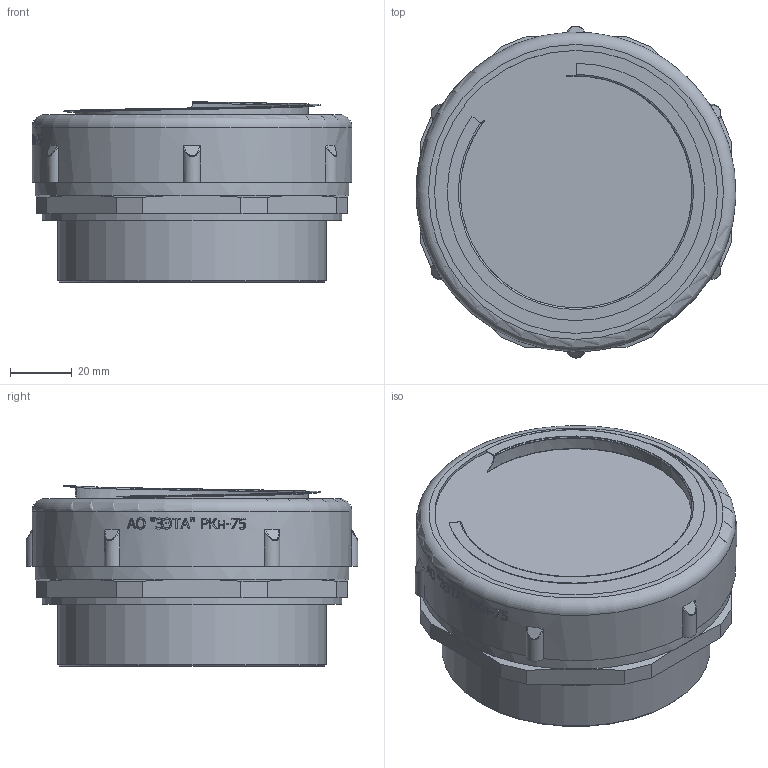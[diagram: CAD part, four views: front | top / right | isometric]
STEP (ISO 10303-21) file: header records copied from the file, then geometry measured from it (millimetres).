
FILE_DESCRIPTION(/* description */ (''),/* implementation_level */ '2;1');
FILE_NAME(/* name */ 'РКН -75.stp',/* time_stamp */ '2019-04-29T12:30:12+07:00',/* author */ ('zeta-09'),/* organization */ (''),/* preprocessor_version */ 'ST-DEVELOPER v17',/* originating_system */ 'Autodesk Inventor 2019',/* authorisation */ '');
FILE_SCHEMA (('AUTOMOTIVE_DESIGN { 1 0 10303 214 3 1 1 }'));
Length unit declared in the file: millimetre
Products named in the file (1): РКН -10
Bounding box: 103.8 x 107.8 x 58.6 mm (x, y, z)
Volume: 377521.9 mm3; surface area: 37920.1 mm2
Topology: 1 solids, 1 shells, 276 faces, 737 edges, 488 vertices
Faces by surface type: plane 121, bspline 101, cylinder 37, cone 16, torus 1
Full cylindrical faces by diameter (mm): 83.2 x1, 87.2 x1, 91.9 x1, 97.2 x1, 101.8 x1, 103.8 x1
Entity records: 11789 total; most frequent: CARTESIAN_POINT 5441, ORIENTED_EDGE 1474, DIRECTION 1028, EDGE_CURVE 737, VERTEX_POINT 488, AXIS2_PLACEMENT_3D 356, LINE 316, VECTOR 316
